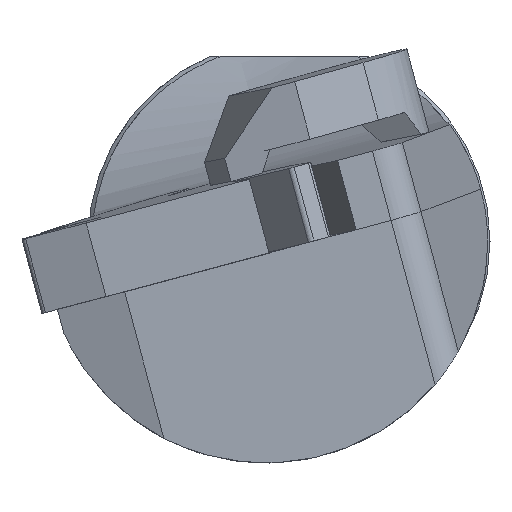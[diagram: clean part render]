
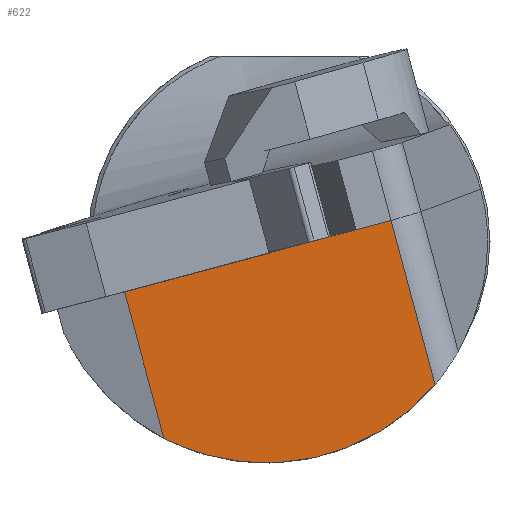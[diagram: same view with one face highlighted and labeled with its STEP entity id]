
A CAD part, left-side view. The second image highlights one B-rep face of the part: STEP entity #622.
In plain terms, the highlighted planar face has unit normal (-1, -0.007, -0.025).
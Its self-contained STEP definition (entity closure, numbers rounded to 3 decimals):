
#622=ADVANCED_FACE('',(#738),#692,.F.);
#692=PLANE('',#1805);
#738=FACE_OUTER_BOUND('',#806,.T.);
#806=EDGE_LOOP('',(#889,#890,#891,#892,#893));
#878=ELLIPSE('',#1804,13.805,13.8);
#889=ORIENTED_EDGE('',*,*,#1383,.F.);
#890=ORIENTED_EDGE('',*,*,#1384,.F.);
#891=ORIENTED_EDGE('',*,*,#1385,.T.);
#892=ORIENTED_EDGE('',*,*,#1386,.F.);
#893=ORIENTED_EDGE('',*,*,#1387,.F.);
#1261=VERTEX_POINT('',#2255);
#1262=VERTEX_POINT('',#2256);
#1263=VERTEX_POINT('',#2258);
#1264=VERTEX_POINT('',#2260);
#1265=VERTEX_POINT('',#2262);
#1383=EDGE_CURVE('',#1261,#1262,#1569,.T.);
#1384=EDGE_CURVE('',#1263,#1261,#1570,.T.);
#1385=EDGE_CURVE('',#1263,#1264,#1571,.T.);
#1386=EDGE_CURVE('',#1265,#1264,#878,.T.);
#1387=EDGE_CURVE('',#1262,#1265,#1572,.T.);
#1569=LINE('',#2254,#1686);
#1570=LINE('',#2257,#1687);
#1571=LINE('',#2259,#1688);
#1572=LINE('',#2263,#1689);
#1686=VECTOR('',#1916,1.);
#1687=VECTOR('',#1917,1.);
#1688=VECTOR('',#1918,1.);
#1689=VECTOR('',#1921,1.);
#1804=AXIS2_PLACEMENT_3D('',#2261,#1919,#1920);
#1805=AXIS2_PLACEMENT_3D('',#2264,#1922,#1923);
#1916=DIRECTION('',(0.,-0.966,0.259));
#1917=DIRECTION('',(0.,-0.966,0.259));
#1918=DIRECTION('',(0.026,-0.259,-0.966));
#1919=DIRECTION('',(1.,0.007,0.025));
#1920=DIRECTION('',(-0.026,0.259,0.966));
#1921=DIRECTION('',(0.026,-0.259,-0.966));
#1922=DIRECTION('',(1.,0.007,0.025));
#1923=DIRECTION('',(0.025,0.,-1.));
#2254=CARTESIAN_POINT('',(-141.43,-8.53,-3.143));
#2255=CARTESIAN_POINT('',(-141.43,-22.926,0.714));
#2256=CARTESIAN_POINT('',(-141.43,-25.103,1.298));
#2257=CARTESIAN_POINT('',(-141.43,-8.53,-3.143));
#2258=CARTESIAN_POINT('',(-141.43,-8.53,-3.143));
#2259=CARTESIAN_POINT('',(-140.743,-15.324,-28.501));
#2260=CARTESIAN_POINT('',(-141.183,-10.973,-12.26));
#2261=CARTESIAN_POINT('',(-141.45,-17.308,0.));
#2262=CARTESIAN_POINT('',(-141.153,-27.84,-8.917));
#2263=CARTESIAN_POINT('',(-140.743,-31.898,-24.06));
#2264=CARTESIAN_POINT('',(-140.743,-15.324,-28.501));
